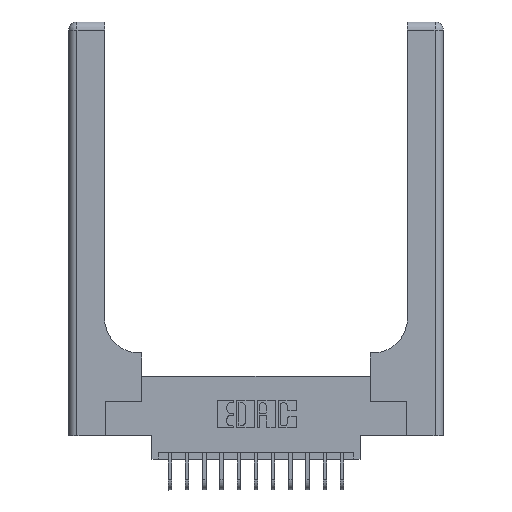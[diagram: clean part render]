
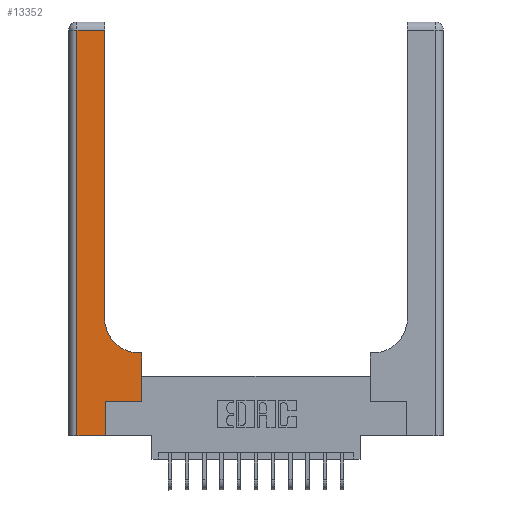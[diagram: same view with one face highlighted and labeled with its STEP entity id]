
A CAD part, top view. The second image highlights one B-rep face of the part: STEP entity #13352.
In plain terms, the highlighted planar face has unit normal (0, 0, 1).
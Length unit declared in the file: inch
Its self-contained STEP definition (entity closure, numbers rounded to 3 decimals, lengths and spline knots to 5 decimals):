
#591 = VERTEX_POINT ( 'NONE', #4297 ) ;
#598 = DIRECTION ( 'NONE',  ( 0., 1., 0. ) ) ;
#1228 = CARTESIAN_POINT ( 'NONE',  ( 0.26, 2.94, 0.37 ) ) ;
#1282 = AXIS2_PLACEMENT_3D ( 'NONE', #11760, #1857, #11862 ) ;
#1631 = CARTESIAN_POINT ( 'NONE',  ( 0.265, 0.25, 0.37 ) ) ;
#1834 = VERTEX_POINT ( 'NONE', #17778 ) ;
#1857 = DIRECTION ( 'NONE',  ( 0., 0., -1. ) ) ;
#1942 = EDGE_CURVE ( 'NONE', #17268, #15540, #16117, .T. ) ;
#2130 = VERTEX_POINT ( 'NONE', #6648 ) ;
#2286 = DIRECTION ( 'NONE',  ( 0., 1., 0. ) ) ;
#2402 = DIRECTION ( 'NONE',  ( 0., 0., -1. ) ) ;
#2986 = EDGE_CURVE ( 'NONE', #12695, #5155, #10251, .T. ) ;
#3164 = EDGE_CURVE ( 'NONE', #15540, #12143, #16527, .T. ) ;
#3801 = VECTOR ( 'NONE', #11970, 39.37008 ) ;
#3890 = ORIENTED_EDGE ( 'NONE', *, *, #15834, .T. ) ;
#3945 = CARTESIAN_POINT ( 'NONE',  ( 0.265, 0., 0.37 ) ) ;
#4297 = CARTESIAN_POINT ( 'NONE',  ( 0.528, 0.6, 0.37 ) ) ;
#4855 = CIRCLE ( 'NONE', #1282, 0.25 ) ;
#4865 = VECTOR ( 'NONE', #16622, 39.37008 ) ;
#5148 = CARTESIAN_POINT ( 'NONE',  ( 0., 3., 0.37 ) ) ;
#5155 = VERTEX_POINT ( 'NONE', #1228 ) ;
#6258 = CARTESIAN_POINT ( 'NONE',  ( 0.265, 0., 0.37 ) ) ;
#6563 = CARTESIAN_POINT ( 'NONE',  ( 0., 2.94, 0.37 ) ) ;
#6591 = FACE_OUTER_BOUND ( 'NONE', #9074, .T. ) ;
#6600 = CARTESIAN_POINT ( 'NONE',  ( 0.265, 0.25, 0.37 ) ) ;
#6648 = CARTESIAN_POINT ( 'NONE',  ( 0.51, 0.6, 0.37 ) ) ;
#6710 = CARTESIAN_POINT ( 'NONE',  ( 0.06, 2.94, 0.37 ) ) ;
#7212 = ORIENTED_EDGE ( 'NONE', *, *, #1942, .T. ) ;
#7334 = VECTOR ( 'NONE', #13350, 39.37008 ) ;
#7779 = LINE ( 'NONE', #17527, #16516 ) ;
#7950 = CARTESIAN_POINT ( 'NONE',  ( 0.528, 0.25, 0.37 ) ) ;
#8262 = CARTESIAN_POINT ( 'NONE',  ( 0.06, 3., 0.37 ) ) ;
#8415 = EDGE_CURVE ( 'NONE', #591, #2130, #11094, .T. ) ;
#8917 = VECTOR ( 'NONE', #2286, 39.37008 ) ;
#8977 = DIRECTION ( 'NONE',  ( 1., 0., 0. ) ) ;
#9074 = EDGE_LOOP ( 'NONE', ( #15769, #3890, #16631, #14251, #7212, #17843, #12136, #16918, #9455 ) ) ;
#9266 = EDGE_CURVE ( 'NONE', #10153, #1834, #15132, .T. ) ;
#9455 = ORIENTED_EDGE ( 'NONE', *, *, #11804, .T. ) ;
#9760 = VECTOR ( 'NONE', #13742, 39.37008 ) ;
#9982 = LINE ( 'NONE', #7950, #12628 ) ;
#10153 = VERTEX_POINT ( 'NONE', #6710 ) ;
#10251 = LINE ( 'NONE', #12081, #8917 ) ;
#11079 = AXIS2_PLACEMENT_3D ( 'NONE', #5148, #2402, #15032 ) ;
#11094 = LINE ( 'NONE', #14979, #7334 ) ;
#11154 = VECTOR ( 'NONE', #598, 39.37008 ) ;
#11287 = EDGE_CURVE ( 'NONE', #1834, #17268, #7779, .T. ) ;
#11760 = CARTESIAN_POINT ( 'NONE',  ( 0.51, 0.85, 0.37 ) ) ;
#11804 = EDGE_CURVE ( 'NONE', #2130, #12695, #4855, .T. ) ;
#11862 = DIRECTION ( 'NONE',  ( 1., 0., 0. ) ) ;
#11970 = DIRECTION ( 'NONE',  ( -1., 0., 0. ) ) ;
#12081 = CARTESIAN_POINT ( 'NONE',  ( 0.26, 3., 0.37 ) ) ;
#12112 = EDGE_CURVE ( 'NONE', #12143, #591, #9982, .T. ) ;
#12136 = ORIENTED_EDGE ( 'NONE', *, *, #12112, .T. ) ;
#12143 = VERTEX_POINT ( 'NONE', #13853 ) ;
#12628 = VECTOR ( 'NONE', #17945, 39.37008 ) ;
#12695 = VERTEX_POINT ( 'NONE', #17132 ) ;
#13350 = DIRECTION ( 'NONE',  ( -1., 0., 0. ) ) ;
#13352 = ADVANCED_FACE ( 'NONE', ( #6591 ), #16444, .F. ) ;
#13742 = DIRECTION ( 'NONE',  ( 0., -1., 0. ) ) ;
#13840 = LINE ( 'NONE', #6563, #3801 ) ;
#13853 = CARTESIAN_POINT ( 'NONE',  ( 0.528, 0.25, 0.37 ) ) ;
#14251 = ORIENTED_EDGE ( 'NONE', *, *, #11287, .T. ) ;
#14979 = CARTESIAN_POINT ( 'NONE',  ( 0.26, 0.6, 0.37 ) ) ;
#15032 = DIRECTION ( 'NONE',  ( -1., 0., 0. ) ) ;
#15132 = LINE ( 'NONE', #8262, #9760 ) ;
#15540 = VERTEX_POINT ( 'NONE', #1631 ) ;
#15769 = ORIENTED_EDGE ( 'NONE', *, *, #2986, .T. ) ;
#15834 = EDGE_CURVE ( 'NONE', #5155, #10153, #13840, .T. ) ;
#16117 = LINE ( 'NONE', #6258, #11154 ) ;
#16444 = PLANE ( 'NONE',  #11079 ) ;
#16516 = VECTOR ( 'NONE', #8977, 39.37008 ) ;
#16527 = LINE ( 'NONE', #6600, #4865 ) ;
#16622 = DIRECTION ( 'NONE',  ( 1., 0., 0. ) ) ;
#16631 = ORIENTED_EDGE ( 'NONE', *, *, #9266, .T. ) ;
#16918 = ORIENTED_EDGE ( 'NONE', *, *, #8415, .T. ) ;
#17132 = CARTESIAN_POINT ( 'NONE',  ( 0.26, 0.85, 0.37 ) ) ;
#17268 = VERTEX_POINT ( 'NONE', #3945 ) ;
#17527 = CARTESIAN_POINT ( 'NONE',  ( 0., 0., 0.37 ) ) ;
#17778 = CARTESIAN_POINT ( 'NONE',  ( 0.06, 0., 0.37 ) ) ;
#17843 = ORIENTED_EDGE ( 'NONE', *, *, #3164, .T. ) ;
#17945 = DIRECTION ( 'NONE',  ( 0., 1., 0. ) ) ;
